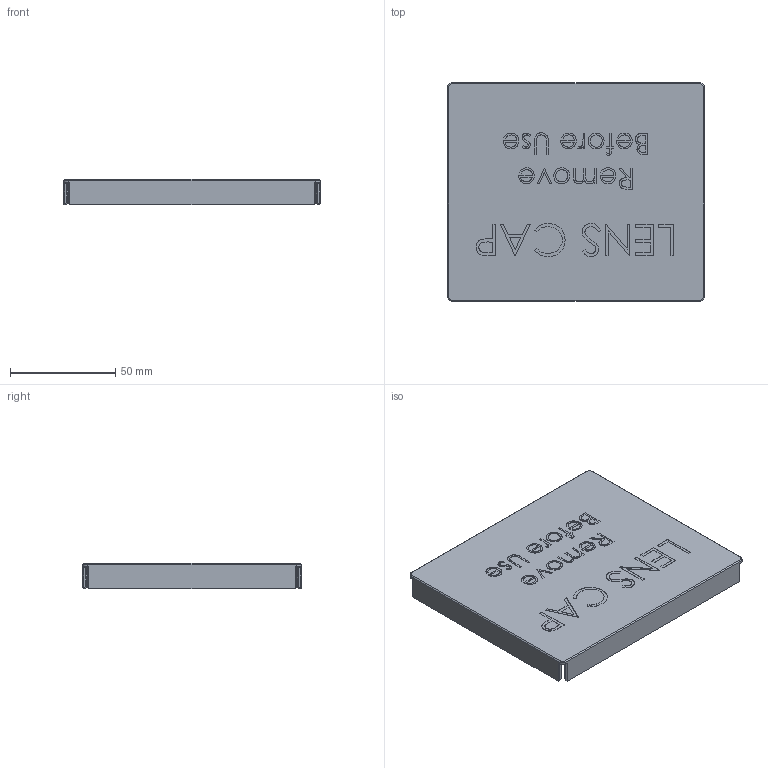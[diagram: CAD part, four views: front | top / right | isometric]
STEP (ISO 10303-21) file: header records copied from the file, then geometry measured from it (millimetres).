
FILE_DESCRIPTION (( 'STEP AP214' ), '1' );
FILE_NAME ('lens_cap.STEP', '2025-05-06T01:37:21', ( '' ), ( '' ), 'SwSTEP 2.0', 'SolidWorks 2022', '' );
FILE_SCHEMA (( 'AUTOMOTIVE_DESIGN' ));
Length unit declared in the file: millimetre
Products named in the file (1): lens_cap
Bounding box: 122 x 104 x 12 mm (x, y, z)
Volume: 33774.8 mm3; surface area: 36348 mm2
Topology: 23 solids, 23 shells, 746 faces, 1934 edges, 1268 vertices
Faces by surface type: plane 414, bspline 320, cone 8, cylinder 4
Entity records: 37382 total; most frequent: CARTESIAN_POINT 21069, ORIENTED_EDGE 3868, DIRECTION 2164, EDGE_CURVE 1934, VECTOR 1278, LINE 1278, VERTEX_POINT 1268, EDGE_LOOP 804
